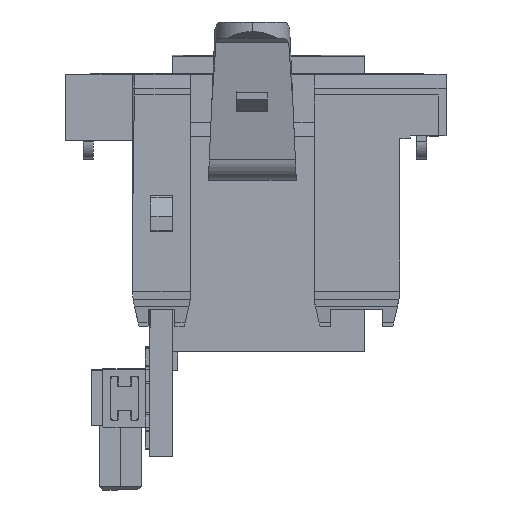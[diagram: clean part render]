
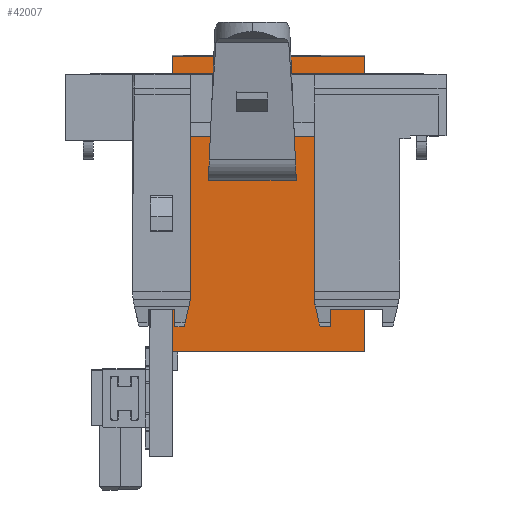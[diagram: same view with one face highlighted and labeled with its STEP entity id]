
A CAD part, front view. The second image highlights one B-rep face of the part: STEP entity #42007.
In plain terms, the highlighted planar face has unit normal (0, -1, -0.004).
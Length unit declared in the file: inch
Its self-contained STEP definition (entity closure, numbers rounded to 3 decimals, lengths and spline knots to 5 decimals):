
#5040 = VERTEX_POINT ( 'NONE', #54189 ) ;
#5640 = AXIS2_PLACEMENT_3D ( 'NONE', #37517, #32587, #21582 ) ;
#8087 = CARTESIAN_POINT ( 'NONE',  ( -0.24258, -0.30866, 0.05097 ) ) ;
#8791 = CARTESIAN_POINT ( 'NONE',  ( 0.30542, -0.30866, 0.05097 ) ) ;
#9207 = FACE_OUTER_BOUND ( 'NONE', #62481, .T. ) ;
#9777 = ORIENTED_EDGE ( 'NONE', *, *, #30414, .F. ) ;
#10061 = ORIENTED_EDGE ( 'NONE', *, *, #33145, .T. ) ;
#10365 = VECTOR ( 'NONE', #34844, 39.37008 ) ;
#10501 = VERTEX_POINT ( 'NONE', #35845 ) ;
#13057 = CARTESIAN_POINT ( 'NONE',  ( -0.24258, -0.30866, 0.05097 ) ) ;
#13715 = VERTEX_POINT ( 'NONE', #17831 ) ;
#15157 = VECTOR ( 'NONE', #40561, 39.37008 ) ;
#15222 = LINE ( 'NONE', #55133, #10365 ) ;
#16450 = EDGE_CURVE ( 'NONE', #5040, #13715, #15222, .T. ) ;
#17831 = CARTESIAN_POINT ( 'NONE',  ( 0.30542, -0.30499, -0.78957 ) ) ;
#20631 = LINE ( 'NONE', #44853, #48567 ) ;
#21582 = DIRECTION ( 'NONE',  ( 0., -0.004, 1. ) ) ;
#24134 = ORIENTED_EDGE ( 'NONE', *, *, #16450, .T. ) ;
#24573 = PLANE ( 'NONE',  #5640 ) ;
#28735 = DIRECTION ( 'NONE',  ( 0., 0.004, -1. ) ) ;
#30414 = EDGE_CURVE ( 'NONE', #10501, #13715, #33624, .T. ) ;
#32587 = DIRECTION ( 'NONE',  ( 0., 1., 0.004 ) ) ;
#33145 = EDGE_CURVE ( 'NONE', #36270, #5040, #20631, .T. ) ;
#33624 = LINE ( 'NONE', #8791, #45623 ) ;
#34844 = DIRECTION ( 'NONE',  ( 1., 0., 0. ) ) ;
#35845 = CARTESIAN_POINT ( 'NONE',  ( 0.30542, -0.30866, 0.05097 ) ) ;
#36270 = VERTEX_POINT ( 'NONE', #13057 ) ;
#37517 = CARTESIAN_POINT ( 'NONE',  ( -0.21895, -0.30866, 0.05097 ) ) ;
#40561 = DIRECTION ( 'NONE',  ( 1., 0., 0. ) ) ;
#42007 = ADVANCED_FACE ( 'NONE', ( #9207 ), #24573, .F. ) ;
#42122 = EDGE_CURVE ( 'NONE', #36270, #10501, #52884, .T. ) ;
#44853 = CARTESIAN_POINT ( 'NONE',  ( -0.24258, -0.30535, -0.70788 ) ) ;
#45623 = VECTOR ( 'NONE', #28735, 39.37008 ) ;
#48567 = VECTOR ( 'NONE', #59277, 39.37008 ) ;
#52011 = ORIENTED_EDGE ( 'NONE', *, *, #42122, .F. ) ;
#52884 = LINE ( 'NONE', #8087, #15157 ) ;
#54189 = CARTESIAN_POINT ( 'NONE',  ( -0.24258, -0.30499, -0.78957 ) ) ;
#55133 = CARTESIAN_POINT ( 'NONE',  ( -0.24258, -0.30499, -0.78957 ) ) ;
#59277 = DIRECTION ( 'NONE',  ( 0., 0.004, -1. ) ) ;
#62481 = EDGE_LOOP ( 'NONE', ( #10061, #24134, #9777, #52011 ) ) ;
